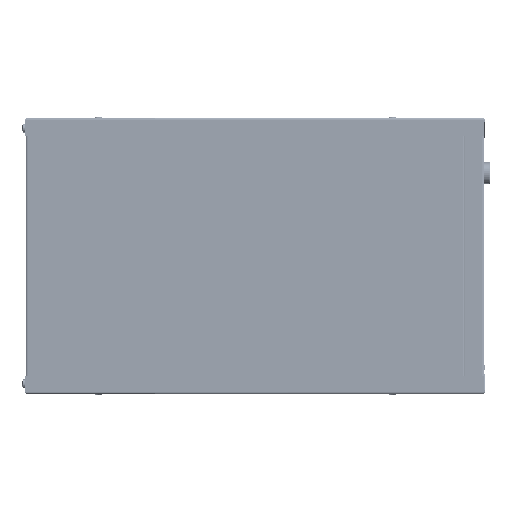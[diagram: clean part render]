
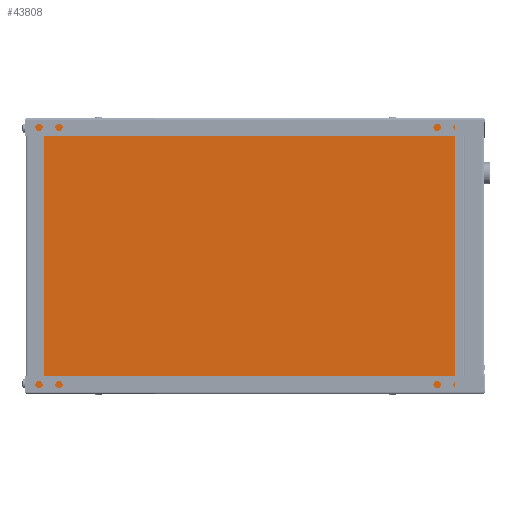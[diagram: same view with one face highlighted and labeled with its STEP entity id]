
A CAD part, front view. The second image highlights one B-rep face of the part: STEP entity #43808.
In plain terms, the highlighted planar face has unit normal (0, -1, 0).
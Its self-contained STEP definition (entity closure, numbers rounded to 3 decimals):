
#332 = LINE ( 'NONE', #45098, #6770 ) ;
#938 = VECTOR ( 'NONE', #16340, 1000. ) ;
#3077 = EDGE_CURVE ( 'NONE', #81978, #99987, #332, .T. ) ;
#6770 = VECTOR ( 'NONE', #92222, 1000. ) ;
#7832 = VERTEX_POINT ( 'NONE', #49547 ) ;
#8339 = VECTOR ( 'NONE', #97881, 1000. ) ;
#9372 = EDGE_CURVE ( 'NONE', #65730, #40054, #79847, .T. ) ;
#9949 = VERTEX_POINT ( 'NONE', #59193 ) ;
#10071 = EDGE_CURVE ( 'NONE', #9949, #7832, #84984, .T. ) ;
#10310 = CARTESIAN_POINT ( 'NONE',  ( 1.8, -0.5, -1.8 ) ) ;
#12056 = PLANE ( 'NONE',  #50782 ) ;
#12110 = CARTESIAN_POINT ( 'NONE',  ( 295.2, -0.5, -1.8 ) ) ;
#13510 = ORIENTED_EDGE ( 'NONE', *, *, #66463, .F. ) ;
#13532 = CARTESIAN_POINT ( 'NONE',  ( 295.2, -0.5, -1.8 ) ) ;
#14300 = VERTEX_POINT ( 'NONE', #47615 ) ;
#16340 = DIRECTION ( 'NONE',  ( 0., 0., -1. ) ) ;
#16992 = CARTESIAN_POINT ( 'NONE',  ( 1.914, -0.5, -477. ) ) ;
#17228 = CARTESIAN_POINT ( 'NONE',  ( 1.8, -0.5, -454. ) ) ;
#17343 = VECTOR ( 'NONE', #69331, 1000. ) ;
#17351 = ORIENTED_EDGE ( 'NONE', *, *, #60396, .T. ) ;
#18340 = ORIENTED_EDGE ( 'NONE', *, *, #10071, .F. ) ;
#18828 = EDGE_LOOP ( 'NONE', ( #59012, #18340, #13510, #54872, #92672, #96403, #17351, #54415 ) ) ;
#18873 = EDGE_CURVE ( 'NONE', #81978, #65730, #64858, .T. ) ;
#20575 = VECTOR ( 'NONE', #55114, 1000. ) ;
#20747 = EDGE_CURVE ( 'NONE', #14300, #91435, #38271, .T. ) ;
#22496 = DIRECTION ( 'NONE',  ( -1., 0., 0. ) ) ;
#24602 = LINE ( 'NONE', #16992, #20575 ) ;
#27002 = VECTOR ( 'NONE', #85467, 1000. ) ;
#30228 = CARTESIAN_POINT ( 'NONE',  ( 0., -0.5, -454. ) ) ;
#31098 = CARTESIAN_POINT ( 'NONE',  ( 295.086, -0.5, -477. ) ) ;
#38271 = LINE ( 'NONE', #46413, #63007 ) ;
#40054 = VERTEX_POINT ( 'NONE', #13532 ) ;
#43808 = ADVANCED_FACE ( 'NONE', ( #68448 ), #12056, .T. ) ;
#44081 = CARTESIAN_POINT ( 'NONE',  ( 0., -0.5, -477. ) ) ;
#45098 = CARTESIAN_POINT ( 'NONE',  ( 0., -0.5, -454. ) ) ;
#46413 = CARTESIAN_POINT ( 'NONE',  ( 295.2, -0.5, -475.2 ) ) ;
#47017 = EDGE_CURVE ( 'NONE', #7832, #14300, #62600, .T. ) ;
#47615 = CARTESIAN_POINT ( 'NONE',  ( 295.086, -0.5, -475.2 ) ) ;
#49547 = CARTESIAN_POINT ( 'NONE',  ( 295.086, -0.5, -454. ) ) ;
#50782 = AXIS2_PLACEMENT_3D ( 'NONE', #44081, #51195, #99340 ) ;
#51195 = DIRECTION ( 'NONE',  ( 0., -1., 0. ) ) ;
#52249 = LINE ( 'NONE', #12110, #8339 ) ;
#54415 = ORIENTED_EDGE ( 'NONE', *, *, #20747, .F. ) ;
#54872 = ORIENTED_EDGE ( 'NONE', *, *, #9372, .F. ) ;
#55114 = DIRECTION ( 'NONE',  ( 0., 0., -1. ) ) ;
#56734 = CARTESIAN_POINT ( 'NONE',  ( 1.8, -0.5, -475.2 ) ) ;
#59012 = ORIENTED_EDGE ( 'NONE', *, *, #47017, .F. ) ;
#59193 = CARTESIAN_POINT ( 'NONE',  ( 295.2, -0.5, -454. ) ) ;
#60396 = EDGE_CURVE ( 'NONE', #99987, #91435, #24602, .T. ) ;
#61118 = VECTOR ( 'NONE', #80507, 1000. ) ;
#62600 = LINE ( 'NONE', #31098, #938 ) ;
#63007 = VECTOR ( 'NONE', #22496, 1000. ) ;
#64858 = LINE ( 'NONE', #56734, #61118 ) ;
#65730 = VERTEX_POINT ( 'NONE', #99766 ) ;
#66463 = EDGE_CURVE ( 'NONE', #40054, #9949, #52249, .T. ) ;
#68448 = FACE_OUTER_BOUND ( 'NONE', #18828, .T. ) ;
#69331 = DIRECTION ( 'NONE',  ( -1., 0., 0. ) ) ;
#76506 = CARTESIAN_POINT ( 'NONE',  ( 1.914, -0.5, -475.2 ) ) ;
#79052 = CARTESIAN_POINT ( 'NONE',  ( 1.914, -0.5, -454. ) ) ;
#79847 = LINE ( 'NONE', #10310, #27002 ) ;
#80507 = DIRECTION ( 'NONE',  ( 0., 0., 1. ) ) ;
#81978 = VERTEX_POINT ( 'NONE', #17228 ) ;
#84984 = LINE ( 'NONE', #30228, #17343 ) ;
#85467 = DIRECTION ( 'NONE',  ( 1., 0., 0. ) ) ;
#91435 = VERTEX_POINT ( 'NONE', #76506 ) ;
#92222 = DIRECTION ( 'NONE',  ( 1., 0., 0. ) ) ;
#92672 = ORIENTED_EDGE ( 'NONE', *, *, #18873, .F. ) ;
#96403 = ORIENTED_EDGE ( 'NONE', *, *, #3077, .T. ) ;
#97881 = DIRECTION ( 'NONE',  ( 0., 0., -1. ) ) ;
#99340 = DIRECTION ( 'NONE',  ( 0., 0., -1. ) ) ;
#99766 = CARTESIAN_POINT ( 'NONE',  ( 1.8, -0.5, -1.8 ) ) ;
#99987 = VERTEX_POINT ( 'NONE', #79052 ) ;
